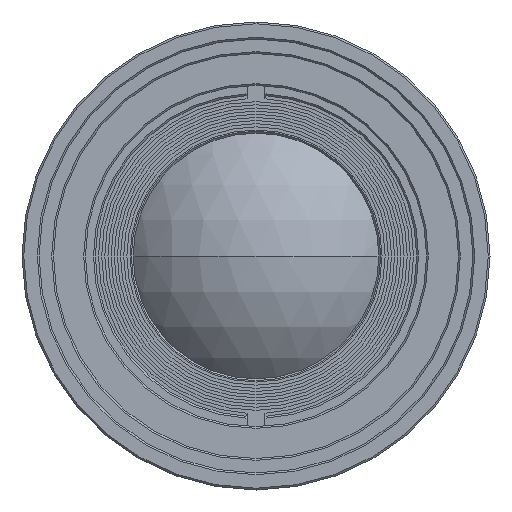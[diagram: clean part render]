
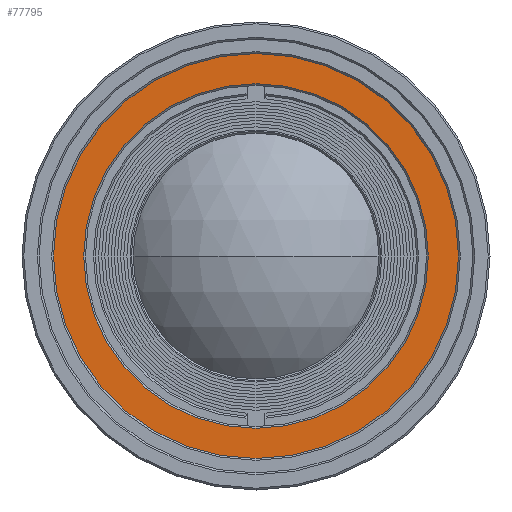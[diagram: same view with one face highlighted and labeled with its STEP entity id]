
A CAD part, left-side view. The second image highlights one B-rep face of the part: STEP entity #77795.
In plain terms, the highlighted face is planar.
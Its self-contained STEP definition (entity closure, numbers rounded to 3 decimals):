
#2000 = CIRCLE ( 'NONE', #32835, 19.15 ) ;
#5624 = DIRECTION ( 'NONE',  ( 1., 0., 0. ) ) ;
#7197 = DIRECTION ( 'NONE',  ( 1., 0., 0. ) ) ;
#8823 = ORIENTED_EDGE ( 'NONE', *, *, #100007, .F. ) ;
#13400 = CARTESIAN_POINT ( 'NONE',  ( -19.15, 0., -7.5 ) ) ;
#13481 = ORIENTED_EDGE ( 'NONE', *, *, #62407, .F. ) ;
#14570 = AXIS2_PLACEMENT_3D ( 'NONE', #90152, #51016, #51510 ) ;
#15813 = CARTESIAN_POINT ( 'NONE',  ( 0., 0., -7.5 ) ) ;
#24240 = ORIENTED_EDGE ( 'NONE', *, *, #93452, .F. ) ;
#27205 = CIRCLE ( 'NONE', #40183, 19.15 ) ;
#27208 = VERTEX_POINT ( 'NONE', #75136 ) ;
#29868 = DIRECTION ( 'NONE',  ( 0., -1., 0. ) ) ;
#31090 = EDGE_LOOP ( 'NONE', ( #98705, #24240 ) ) ;
#31302 = CARTESIAN_POINT ( 'NONE',  ( 0., -19.15, -7.5 ) ) ;
#32835 = AXIS2_PLACEMENT_3D ( 'NONE', #98602, #99104, #5624 ) ;
#36821 = DIRECTION ( 'NONE',  ( 0., 0., 1. ) ) ;
#37798 = VERTEX_POINT ( 'NONE', #67201 ) ;
#38511 = PLANE ( 'NONE',  #40061 ) ;
#40061 = AXIS2_PLACEMENT_3D ( 'NONE', #77672, #61885, #29868 ) ;
#40183 = AXIS2_PLACEMENT_3D ( 'NONE', #87659, #48522, #78061 ) ;
#40817 = CIRCLE ( 'NONE', #97568, 22.5 ) ;
#42273 = EDGE_CURVE ( 'NONE', #37798, #27208, #98415, .T. ) ;
#48079 = AXIS2_PLACEMENT_3D ( 'NONE', #15813, #76341, #7197 ) ;
#48205 = ORIENTED_EDGE ( 'NONE', *, *, #87183, .F. ) ;
#48522 = DIRECTION ( 'NONE',  ( 0., 0., -1. ) ) ;
#50273 = CIRCLE ( 'NONE', #14570, 19.15 ) ;
#51016 = DIRECTION ( 'NONE',  ( 0., 0., -1. ) ) ;
#51510 = DIRECTION ( 'NONE',  ( 1., 0., 0. ) ) ;
#61885 = DIRECTION ( 'NONE',  ( 0., 0., -1. ) ) ;
#62407 = EDGE_CURVE ( 'NONE', #88976, #100351, #2000, .T. ) ;
#67201 = CARTESIAN_POINT ( 'NONE',  ( 22.5, 0., -7.5 ) ) ;
#68538 = FACE_OUTER_BOUND ( 'NONE', #31090, .T. ) ;
#72887 = CARTESIAN_POINT ( 'NONE',  ( 19.15, 0., -7.5 ) ) ;
#75136 = CARTESIAN_POINT ( 'NONE',  ( -22.5, 0., -7.5 ) ) ;
#76341 = DIRECTION ( 'NONE',  ( 0., 0., 1. ) ) ;
#76470 = CARTESIAN_POINT ( 'NONE',  ( 0., 0., -7.5 ) ) ;
#77672 = CARTESIAN_POINT ( 'NONE',  ( 0., 0., -7.5 ) ) ;
#77795 = ADVANCED_FACE ( 'NONE', ( #68538, #84783 ), #38511, .T. ) ;
#78061 = DIRECTION ( 'NONE',  ( -1., 0., 0. ) ) ;
#83323 = VERTEX_POINT ( 'NONE', #72887 ) ;
#84086 = DIRECTION ( 'NONE',  ( -1., 0., 0. ) ) ;
#84783 = FACE_BOUND ( 'NONE', #89191, .T. ) ;
#87183 = EDGE_CURVE ( 'NONE', #83323, #88976, #50273, .T. ) ;
#87659 = CARTESIAN_POINT ( 'NONE',  ( 0., 0., -7.5 ) ) ;
#88976 = VERTEX_POINT ( 'NONE', #31302 ) ;
#89191 = EDGE_LOOP ( 'NONE', ( #8823, #13481, #48205 ) ) ;
#90152 = CARTESIAN_POINT ( 'NONE',  ( 0., 0., -7.5 ) ) ;
#93452 = EDGE_CURVE ( 'NONE', #27208, #37798, #40817, .T. ) ;
#97568 = AXIS2_PLACEMENT_3D ( 'NONE', #76470, #36821, #84086 ) ;
#98415 = CIRCLE ( 'NONE', #48079, 22.5 ) ;
#98602 = CARTESIAN_POINT ( 'NONE',  ( 0., 0., -7.5 ) ) ;
#98705 = ORIENTED_EDGE ( 'NONE', *, *, #42273, .F. ) ;
#99104 = DIRECTION ( 'NONE',  ( 0., 0., -1. ) ) ;
#100007 = EDGE_CURVE ( 'NONE', #100351, #83323, #27205, .T. ) ;
#100351 = VERTEX_POINT ( 'NONE', #13400 ) ;
